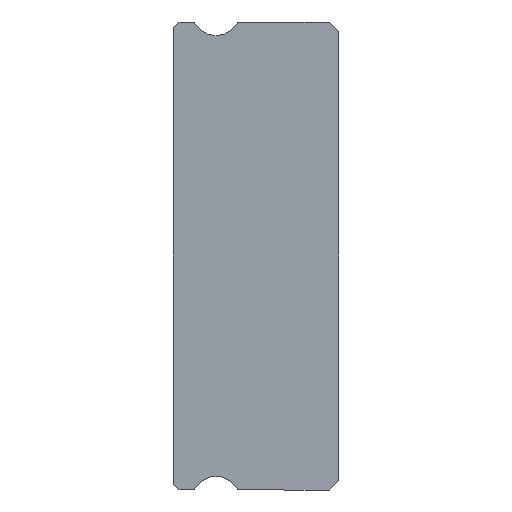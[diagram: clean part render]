
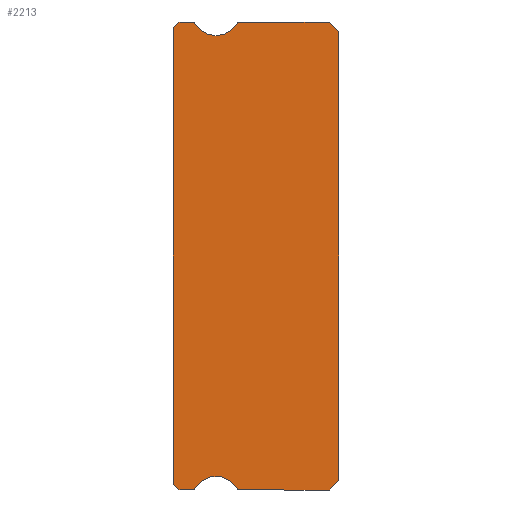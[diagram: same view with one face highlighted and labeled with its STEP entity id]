
A CAD part, left-side view. The second image highlights one B-rep face of the part: STEP entity #2213.
In plain terms, the highlighted planar face has unit normal (-1, 0, 0).
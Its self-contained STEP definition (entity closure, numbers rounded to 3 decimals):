
#12 = DIRECTION ( 'NONE',  ( 0., 1., 0. ) ) ;
#56 = DIRECTION ( 'NONE',  ( -1., 0., 0. ) ) ;
#96 = VERTEX_POINT ( 'NONE', #2144 ) ;
#139 = DIRECTION ( 'NONE',  ( 0., 0.707, -0.707 ) ) ;
#175 = CARTESIAN_POINT ( 'NONE',  ( -10., 8.5, 11.7 ) ) ;
#207 = DIRECTION ( 'NONE',  ( 0., 0.707, -0.707 ) ) ;
#291 = VERTEX_POINT ( 'NONE', #5222 ) ;
#449 = VERTEX_POINT ( 'NONE', #1669 ) ;
#571 = ORIENTED_EDGE ( 'NONE', *, *, #1282, .F. ) ;
#580 = CARTESIAN_POINT ( 'NONE',  ( -10., 7.512, -11.85 ) ) ;
#701 = PLANE ( 'NONE',  #2187 ) ;
#768 = LINE ( 'NONE', #2109, #5976 ) ;
#772 = CARTESIAN_POINT ( 'NONE',  ( -10., 7.512, -12. ) ) ;
#789 = DIRECTION ( 'NONE',  ( 0., -1., 0. ) ) ;
#847 = CARTESIAN_POINT ( 'NONE',  ( -10., 5.217, -11.925 ) ) ;
#897 = VERTEX_POINT ( 'NONE', #5534 ) ;
#936 = ORIENTED_EDGE ( 'NONE', *, *, #3099, .F. ) ;
#981 = EDGE_CURVE ( 'NONE', #4490, #1484, #3762, .T. ) ;
#1050 = CARTESIAN_POINT ( 'NONE',  ( -10., 0.5, -12. ) ) ;
#1060 = CARTESIAN_POINT ( 'NONE',  ( -10., 5.088, -12. ) ) ;
#1066 = DIRECTION ( 'NONE',  ( 0., -0.707, -0.707 ) ) ;
#1069 = ORIENTED_EDGE ( 'NONE', *, *, #5168, .F. ) ;
#1115 = DIRECTION ( 'NONE',  ( 0., 0., -1. ) ) ;
#1217 = CARTESIAN_POINT ( 'NONE',  ( -10., 0., -11.5 ) ) ;
#1271 = DIRECTION ( 'NONE',  ( 0., -0.707, -0.707 ) ) ;
#1282 = EDGE_CURVE ( 'NONE', #4279, #96, #4368, .T. ) ;
#1294 = LINE ( 'NONE', #3272, #6015 ) ;
#1383 = CARTESIAN_POINT ( 'NONE',  ( -10., 5.088, 12. ) ) ;
#1475 = ORIENTED_EDGE ( 'NONE', *, *, #3243, .F. ) ;
#1484 = VERTEX_POINT ( 'NONE', #847 ) ;
#1489 = ORIENTED_EDGE ( 'NONE', *, *, #2811, .T. ) ;
#1611 = CARTESIAN_POINT ( 'NONE',  ( -10., 7.512, 11.85 ) ) ;
#1664 = EDGE_CURVE ( 'NONE', #96, #2434, #5268, .T. ) ;
#1669 = CARTESIAN_POINT ( 'NONE',  ( -10., 0.5, 12. ) ) ;
#1706 = FACE_OUTER_BOUND ( 'NONE', #4899, .T. ) ;
#1747 = EDGE_CURVE ( 'NONE', #6112, #3815, #4453, .T. ) ;
#1763 = VECTOR ( 'NONE', #1066, 1000. ) ;
#1777 = DIRECTION ( 'NONE',  ( -1., 0., 0. ) ) ;
#1945 = CARTESIAN_POINT ( 'NONE',  ( -10., 8.5, -11.7 ) ) ;
#2090 = CARTESIAN_POINT ( 'NONE',  ( -10., 6.3, 12.55 ) ) ;
#2109 = CARTESIAN_POINT ( 'NONE',  ( -10., 0.5, 12. ) ) ;
#2144 = CARTESIAN_POINT ( 'NONE',  ( -10., 7.383, 11.925 ) ) ;
#2187 = AXIS2_PLACEMENT_3D ( 'NONE', #1611, #5032, #3627 ) ;
#2213 = ADVANCED_FACE ( 'NONE', ( #1706 ), #701, .F. ) ;
#2352 = AXIS2_PLACEMENT_3D ( 'NONE', #3694, #3117, #5533 ) ;
#2434 = VERTEX_POINT ( 'NONE', #4344 ) ;
#2443 = CARTESIAN_POINT ( 'NONE',  ( -10., 0., 11.5 ) ) ;
#2496 = DIRECTION ( 'NONE',  ( 0., 0., -1. ) ) ;
#2652 = EDGE_CURVE ( 'NONE', #5605, #449, #1294, .T. ) ;
#2693 = ORIENTED_EDGE ( 'NONE', *, *, #1664, .F. ) ;
#2737 = CARTESIAN_POINT ( 'NONE',  ( -10., 7.383, -11.925 ) ) ;
#2749 = AXIS2_PLACEMENT_3D ( 'NONE', #580, #5351, #1115 ) ;
#2811 = EDGE_CURVE ( 'NONE', #4118, #291, #5786, .T. ) ;
#2841 = CARTESIAN_POINT ( 'NONE',  ( -10., 7.512, -12. ) ) ;
#2884 = ORIENTED_EDGE ( 'NONE', *, *, #5739, .T. ) ;
#2913 = VECTOR ( 'NONE', #12, 1000. ) ;
#2937 = CARTESIAN_POINT ( 'NONE',  ( -10., 8.2, -12. ) ) ;
#3017 = DIRECTION ( 'NONE',  ( 1., 0., 0. ) ) ;
#3026 = CARTESIAN_POINT ( 'NONE',  ( -10., 8.2, -12. ) ) ;
#3099 = EDGE_CURVE ( 'NONE', #4639, #5835, #5556, .T. ) ;
#3117 = DIRECTION ( 'NONE',  ( 1., 0., 0. ) ) ;
#3143 = CARTESIAN_POINT ( 'NONE',  ( -10., 6.3, 12.55 ) ) ;
#3220 = CARTESIAN_POINT ( 'NONE',  ( -10., 0., -11.5 ) ) ;
#3243 = EDGE_CURVE ( 'NONE', #3853, #5605, #5058, .T. ) ;
#3270 = VECTOR ( 'NONE', #207, 1000. ) ;
#3272 = CARTESIAN_POINT ( 'NONE',  ( -10., 7.512, 12. ) ) ;
#3320 = EDGE_CURVE ( 'NONE', #449, #291, #768, .T. ) ;
#3328 = DIRECTION ( 'NONE',  ( 0., -1., 0. ) ) ;
#3339 = ORIENTED_EDGE ( 'NONE', *, *, #981, .F. ) ;
#3368 = AXIS2_PLACEMENT_3D ( 'NONE', #2090, #56, #2496 ) ;
#3371 = VECTOR ( 'NONE', #5811, 1000. ) ;
#3383 = CARTESIAN_POINT ( 'NONE',  ( -10., 8.2, 12. ) ) ;
#3448 = CARTESIAN_POINT ( 'NONE',  ( -10., 5.217, 11.925 ) ) ;
#3473 = VECTOR ( 'NONE', #3328, 1000. ) ;
#3595 = CARTESIAN_POINT ( 'NONE',  ( -10., 5.088, -11.85 ) ) ;
#3627 = DIRECTION ( 'NONE',  ( 0., 0., -1. ) ) ;
#3643 = ORIENTED_EDGE ( 'NONE', *, *, #3899, .F. ) ;
#3694 = CARTESIAN_POINT ( 'NONE',  ( -10., 5.088, 11.85 ) ) ;
#3762 = CIRCLE ( 'NONE', #4956, 0.15 ) ;
#3768 = LINE ( 'NONE', #2841, #3473 ) ;
#3787 = LINE ( 'NONE', #5657, #3371 ) ;
#3815 = VERTEX_POINT ( 'NONE', #2937 ) ;
#3836 = ORIENTED_EDGE ( 'NONE', *, *, #4820, .T. ) ;
#3853 = VERTEX_POINT ( 'NONE', #3448 ) ;
#3899 = EDGE_CURVE ( 'NONE', #4118, #4213, #5107, .T. ) ;
#3910 = CARTESIAN_POINT ( 'NONE',  ( -10., 7.512, 11.85 ) ) ;
#3928 = CIRCLE ( 'NONE', #4927, 1.25 ) ;
#4016 = ORIENTED_EDGE ( 'NONE', *, *, #5038, .F. ) ;
#4118 = VERTEX_POINT ( 'NONE', #3220 ) ;
#4198 = LINE ( 'NONE', #3383, #2913 ) ;
#4208 = LINE ( 'NONE', #4610, #5567 ) ;
#4213 = VERTEX_POINT ( 'NONE', #1050 ) ;
#4267 = VECTOR ( 'NONE', #139, 1000. ) ;
#4277 = ORIENTED_EDGE ( 'NONE', *, *, #1747, .T. ) ;
#4279 = VERTEX_POINT ( 'NONE', #5617 ) ;
#4344 = CARTESIAN_POINT ( 'NONE',  ( -10., 6.3, 11.3 ) ) ;
#4368 = CIRCLE ( 'NONE', #5160, 0.15 ) ;
#4382 = CARTESIAN_POINT ( 'NONE',  ( -10., 8.5, 11.7 ) ) ;
#4403 = DIRECTION ( 'NONE',  ( 0., 0., 1. ) ) ;
#4453 = LINE ( 'NONE', #3026, #1763 ) ;
#4490 = VERTEX_POINT ( 'NONE', #1060 ) ;
#4537 = CARTESIAN_POINT ( 'NONE',  ( -10., 6.3, -12.55 ) ) ;
#4610 = CARTESIAN_POINT ( 'NONE',  ( -10., 7.512, -12. ) ) ;
#4639 = VERTEX_POINT ( 'NONE', #2737 ) ;
#4655 = EDGE_CURVE ( 'NONE', #1484, #4639, #3928, .T. ) ;
#4789 = DIRECTION ( 'NONE',  ( 0., 0., -1. ) ) ;
#4817 = DIRECTION ( 'NONE',  ( 1., 0., 0. ) ) ;
#4820 = EDGE_CURVE ( 'NONE', #4279, #897, #4198, .T. ) ;
#4884 = VERTEX_POINT ( 'NONE', #4382 ) ;
#4890 = ORIENTED_EDGE ( 'NONE', *, *, #3320, .F. ) ;
#4899 = EDGE_LOOP ( 'NONE', ( #1069, #4277, #5239, #936, #5447, #3339, #5699, #3643, #1489, #4890, #5087, #1475, #4016, #2693, #571, #3836, #2884 ) ) ;
#4927 = AXIS2_PLACEMENT_3D ( 'NONE', #4537, #1777, #6050 ) ;
#4956 = AXIS2_PLACEMENT_3D ( 'NONE', #3595, #3017, #5470 ) ;
#5032 = DIRECTION ( 'NONE',  ( 1., 0., 0. ) ) ;
#5038 = EDGE_CURVE ( 'NONE', #2434, #3853, #5173, .T. ) ;
#5058 = CIRCLE ( 'NONE', #2352, 0.15 ) ;
#5087 = ORIENTED_EDGE ( 'NONE', *, *, #2652, .F. ) ;
#5107 = LINE ( 'NONE', #1217, #3270 ) ;
#5160 = AXIS2_PLACEMENT_3D ( 'NONE', #3910, #4817, #4789 ) ;
#5168 = EDGE_CURVE ( 'NONE', #6112, #4884, #3787, .T. ) ;
#5173 = CIRCLE ( 'NONE', #5872, 1.25 ) ;
#5222 = CARTESIAN_POINT ( 'NONE',  ( -10., 0., 11.5 ) ) ;
#5239 = ORIENTED_EDGE ( 'NONE', *, *, #5705, .T. ) ;
#5268 = CIRCLE ( 'NONE', #3368, 1.25 ) ;
#5310 = VECTOR ( 'NONE', #4403, 1000. ) ;
#5351 = DIRECTION ( 'NONE',  ( 1., 0., 0. ) ) ;
#5447 = ORIENTED_EDGE ( 'NONE', *, *, #4655, .F. ) ;
#5470 = DIRECTION ( 'NONE',  ( 0., 0., -1. ) ) ;
#5471 = EDGE_CURVE ( 'NONE', #4213, #4490, #4208, .T. ) ;
#5533 = DIRECTION ( 'NONE',  ( 0., 0., -1. ) ) ;
#5534 = CARTESIAN_POINT ( 'NONE',  ( -10., 8.2, 12. ) ) ;
#5556 = CIRCLE ( 'NONE', #2749, 0.15 ) ;
#5567 = VECTOR ( 'NONE', #6031, 1000. ) ;
#5595 = DIRECTION ( 'NONE',  ( 0., 0., -1. ) ) ;
#5605 = VERTEX_POINT ( 'NONE', #1383 ) ;
#5617 = CARTESIAN_POINT ( 'NONE',  ( -10., 7.512, 12. ) ) ;
#5657 = CARTESIAN_POINT ( 'NONE',  ( -10., 8.5, 11.85 ) ) ;
#5699 = ORIENTED_EDGE ( 'NONE', *, *, #5471, .F. ) ;
#5705 = EDGE_CURVE ( 'NONE', #3815, #5835, #3768, .T. ) ;
#5739 = EDGE_CURVE ( 'NONE', #897, #4884, #5956, .T. ) ;
#5786 = LINE ( 'NONE', #2443, #5310 ) ;
#5811 = DIRECTION ( 'NONE',  ( 0., 0., 1. ) ) ;
#5835 = VERTEX_POINT ( 'NONE', #772 ) ;
#5872 = AXIS2_PLACEMENT_3D ( 'NONE', #3143, #6042, #5595 ) ;
#5956 = LINE ( 'NONE', #175, #4267 ) ;
#5976 = VECTOR ( 'NONE', #1271, 1000. ) ;
#6015 = VECTOR ( 'NONE', #789, 1000. ) ;
#6031 = DIRECTION ( 'NONE',  ( 0., 1., 0. ) ) ;
#6042 = DIRECTION ( 'NONE',  ( -1., 0., 0. ) ) ;
#6050 = DIRECTION ( 'NONE',  ( 0., 0., -1. ) ) ;
#6112 = VERTEX_POINT ( 'NONE', #1945 ) ;
